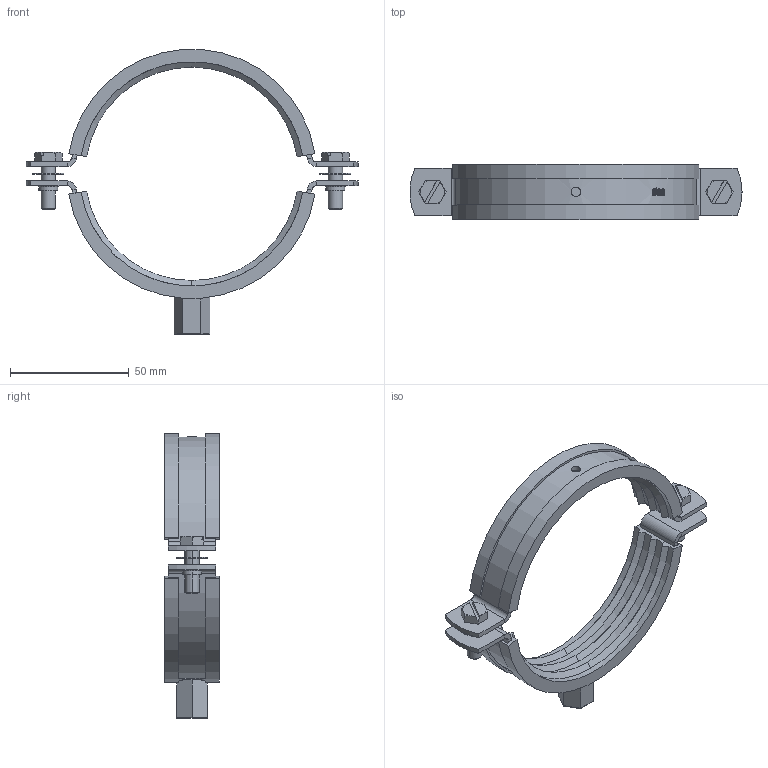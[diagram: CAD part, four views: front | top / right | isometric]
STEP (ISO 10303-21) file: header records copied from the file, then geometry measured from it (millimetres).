
FILE_DESCRIPTION (( 'STEP AP214' ), '1' );
FILE_NAME ('31179090.STEP', '2022-10-27T06:38:28', ( '' ), ( '' ), 'SwSTEP 2.0', 'SolidWorks 2021', '' );
FILE_SCHEMA (( 'AUTOMOTIVE_DESIGN' ));
Length unit declared in the file: millimetre
Products named in the file (8): 9735013060; 8110137090; 9541506020; 9442201841^31179090; 31179090; 9519002599; Clamp^8110137090; 8020137090
Assembly tree (10 placements, depth 3):
  31179090
    8110137090
      Clamp^8110137090
      9519002599
    8020137090
    9541506020  x2
    9735013060  x2
    9442201841^31179090  x2
Bounding box: 139.73 x 23 x 119.91 mm (x, y, z)
Volume: 38119.2 mm3; surface area: 44506.2 mm2
Topology: 9 solids, 9 shells, 399 faces, 1009 edges, 638 vertices
Faces by surface type: cylinder 119, plane 113, bspline 107, cone 48, torus 12
Entity records: 19065 total; most frequent: CARTESIAN_POINT 11902, ORIENTED_EDGE 1620, DIRECTION 1071, EDGE_CURVE 810, VERTEX_POINT 509, AXIS2_PLACEMENT_3D 408, B_SPLINE_CURVE_WITH_KNOTS 363, EDGE_LOOP 345
